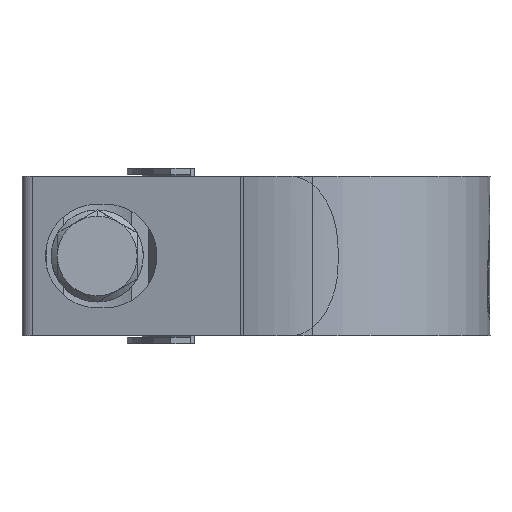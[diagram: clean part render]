
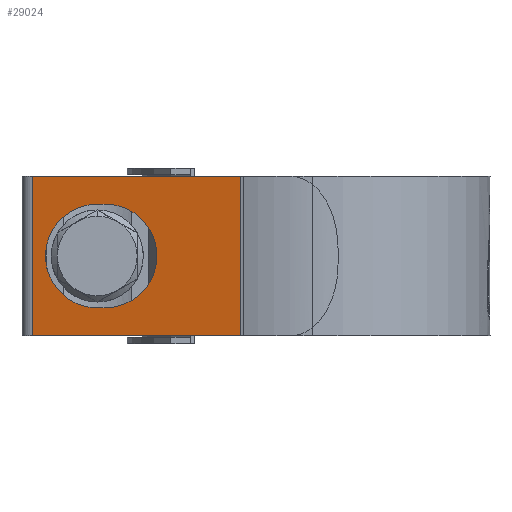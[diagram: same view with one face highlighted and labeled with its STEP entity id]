
A CAD part, left-side view. The second image highlights one B-rep face of the part: STEP entity #29024.
In plain terms, the highlighted planar face has unit normal (-0.97, 0.244, 0).
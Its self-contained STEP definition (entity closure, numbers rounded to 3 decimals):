
#250 = VECTOR ( 'NONE', #13361, 1000. ) ;
#1170 = VECTOR ( 'NONE', #34023, 1000. ) ;
#1441 = CARTESIAN_POINT ( 'NONE',  ( -14.849, 35.141, 10. ) ) ;
#1790 = DIRECTION ( 'NONE',  ( 0.97, -0.244, 0. ) ) ;
#2080 = LINE ( 'NONE', #10226, #27606 ) ;
#2388 = VERTEX_POINT ( 'NONE', #3423 ) ;
#2434 = CARTESIAN_POINT ( 'NONE',  ( -16.898, 26.982, -6.5 ) ) ;
#2848 = EDGE_LOOP ( 'NONE', ( #4146, #16654, #30459, #25207 ) ) ;
#3423 = CARTESIAN_POINT ( 'NONE',  ( -21.425, 8.953, 10. ) ) ;
#4146 = ORIENTED_EDGE ( 'NONE', *, *, #12726, .T. ) ;
#5301 = CARTESIAN_POINT ( 'NONE',  ( -20.414, 12.982, 6.5 ) ) ;
#5405 = VERTEX_POINT ( 'NONE', #31626 ) ;
#5461 = EDGE_LOOP ( 'NONE', ( #13800, #12016, #23575, #34694 ) ) ;
#6139 = CARTESIAN_POINT ( 'NONE',  ( -20.414, 12.982, -6.5 ) ) ;
#6309 = CARTESIAN_POINT ( 'NONE',  ( -17.149, 25.982, -6.5 ) ) ;
#7264 = VECTOR ( 'NONE', #18728, 1000. ) ;
#8745 = CARTESIAN_POINT ( 'NONE',  ( -16.898, 26.982, 6.5 ) ) ;
#9567 = FACE_BOUND ( 'NONE', #5461, .T. ) ;
#10109 = VERTEX_POINT ( 'NONE', #2434 ) ;
#10226 = CARTESIAN_POINT ( 'NONE',  ( -14.849, 35.141, 10. ) ) ;
#10407 = DIRECTION ( 'NONE',  ( 0., 0., -1. ) ) ;
#10673 = DIRECTION ( 'NONE',  ( 0., 0., -1. ) ) ;
#11655 = VERTEX_POINT ( 'NONE', #20808 ) ;
#11762 = VECTOR ( 'NONE', #10673, 1000. ) ;
#12011 = EDGE_CURVE ( 'NONE', #25210, #14976, #28456, .T. ) ;
#12016 = ORIENTED_EDGE ( 'NONE', *, *, #23780, .F. ) ;
#12479 = CARTESIAN_POINT ( 'NONE',  ( -17.149, 25.982, -6.5 ) ) ;
#12581 = CARTESIAN_POINT ( 'NONE',  ( -17.149, 25.982, 6.5 ) ) ;
#12726 = EDGE_CURVE ( 'NONE', #5405, #33092, #18385, .T. ) ;
#13361 = DIRECTION ( 'NONE',  ( -0.244, -0.97, 0. ) ) ;
#13711 = CARTESIAN_POINT ( 'NONE',  ( -21.425, 8.953, -6.5 ) ) ;
#13800 = ORIENTED_EDGE ( 'NONE', *, *, #12011, .F. ) ;
#13891 = CARTESIAN_POINT ( 'NONE',  ( -21.425, 8.953, 10. ) ) ;
#14156 = CARTESIAN_POINT ( 'NONE',  ( -16.898, 26.982, -6.5 ) ) ;
#14976 = VERTEX_POINT ( 'NONE', #12581 ) ;
#16654 = ORIENTED_EDGE ( 'NONE', *, *, #23773, .F. ) ;
#16904 = VECTOR ( 'NONE', #20775, 1000. ) ;
#17277 = CARTESIAN_POINT ( 'NONE',  ( -21.425, 8.953, 10. ) ) ;
#18385 = LINE ( 'NONE', #29386, #7264 ) ;
#18728 = DIRECTION ( 'NONE',  ( -0.244, -0.97, 0. ) ) ;
#20413 = EDGE_CURVE ( 'NONE', #21816, #5405, #2080, .T. ) ;
#20775 = DIRECTION ( 'NONE',  ( 0.244, 0.97, 0. ) ) ;
#20808 = CARTESIAN_POINT ( 'NONE',  ( -16.898, 26.982, 6.5 ) ) ;
#21243 = DIRECTION ( 'NONE',  ( 0.244, 0.97, 0. ) ) ;
#21248 = AXIS2_PLACEMENT_3D ( 'NONE', #26495, #1790, #21243 ) ;
#21816 = VERTEX_POINT ( 'NONE', #1441 ) ;
#22443 = CARTESIAN_POINT ( 'NONE',  ( -13.633, 39.982, 6.5 ) ) ;
#22860 = EDGE_CURVE ( 'NONE', #14976, #11655, #31967, .T. ) ;
#23575 = ORIENTED_EDGE ( 'NONE', *, *, #25974, .F. ) ;
#23773 = EDGE_CURVE ( 'NONE', #2388, #33092, #24360, .T. ) ;
#23780 = EDGE_CURVE ( 'NONE', #10109, #25210, #24714, .T. ) ;
#24360 = LINE ( 'NONE', #13891, #11762 ) ;
#24714 = LINE ( 'NONE', #13711, #250 ) ;
#25207 = ORIENTED_EDGE ( 'NONE', *, *, #20413, .T. ) ;
#25210 = VERTEX_POINT ( 'NONE', #12479 ) ;
#25974 = EDGE_CURVE ( 'NONE', #11655, #10109, #28312, .T. ) ;
#26495 = CARTESIAN_POINT ( 'NONE',  ( -21.425, 8.953, 10. ) ) ;
#27606 = VECTOR ( 'NONE', #10407, 1000. ) ;
#28312 =( BOUNDED_CURVE ( )  B_SPLINE_CURVE ( 3, ( #8745, #22443, #33417, #14156 ),
 .UNSPECIFIED., .F., .F. ) 
 B_SPLINE_CURVE_WITH_KNOTS ( ( 4, 4 ),
 ( 1.571, 4.712 ),
 .UNSPECIFIED. ) 
 CURVE ( )  GEOMETRIC_REPRESENTATION_ITEM ( )  RATIONAL_B_SPLINE_CURVE ( ( 1., 0.333, 0.333, 1. ) ) 
 REPRESENTATION_ITEM ( '' )  );
#28456 =( BOUNDED_CURVE ( )  B_SPLINE_CURVE ( 3, ( #6309, #6139, #5301, #31028 ),
 .UNSPECIFIED., .F., .F. ) 
 B_SPLINE_CURVE_WITH_KNOTS ( ( 4, 4 ),
 ( 4.712, 7.854 ),
 .UNSPECIFIED. ) 
 CURVE ( )  GEOMETRIC_REPRESENTATION_ITEM ( )  RATIONAL_B_SPLINE_CURVE ( ( 1., 0.333, 0.333, 1. ) ) 
 REPRESENTATION_ITEM ( '' )  );
#28909 = CARTESIAN_POINT ( 'NONE',  ( -21.425, 8.953, 6.5 ) ) ;
#29024 = ADVANCED_FACE ( 'NONE', ( #34604, #9567 ), #34960, .F. ) ;
#29386 = CARTESIAN_POINT ( 'NONE',  ( -21.425, 8.953, -10. ) ) ;
#30459 = ORIENTED_EDGE ( 'NONE', *, *, #32546, .F. ) ;
#30980 = LINE ( 'NONE', #17277, #1170 ) ;
#31028 = CARTESIAN_POINT ( 'NONE',  ( -17.149, 25.982, 6.5 ) ) ;
#31626 = CARTESIAN_POINT ( 'NONE',  ( -14.849, 35.141, -10. ) ) ;
#31967 = LINE ( 'NONE', #28909, #16904 ) ;
#32381 = CARTESIAN_POINT ( 'NONE',  ( -21.425, 8.953, -10. ) ) ;
#32546 = EDGE_CURVE ( 'NONE', #21816, #2388, #30980, .T. ) ;
#33092 = VERTEX_POINT ( 'NONE', #32381 ) ;
#33417 = CARTESIAN_POINT ( 'NONE',  ( -13.633, 39.982, -6.5 ) ) ;
#34023 = DIRECTION ( 'NONE',  ( -0.244, -0.97, 0. ) ) ;
#34604 = FACE_OUTER_BOUND ( 'NONE', #2848, .T. ) ;
#34694 = ORIENTED_EDGE ( 'NONE', *, *, #22860, .F. ) ;
#34960 = PLANE ( 'NONE',  #21248 ) ;
